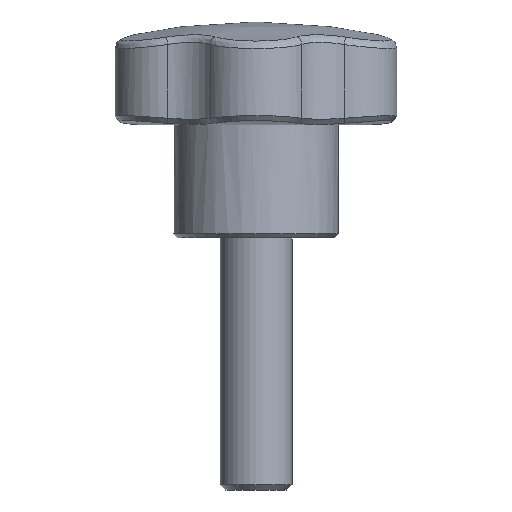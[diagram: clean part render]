
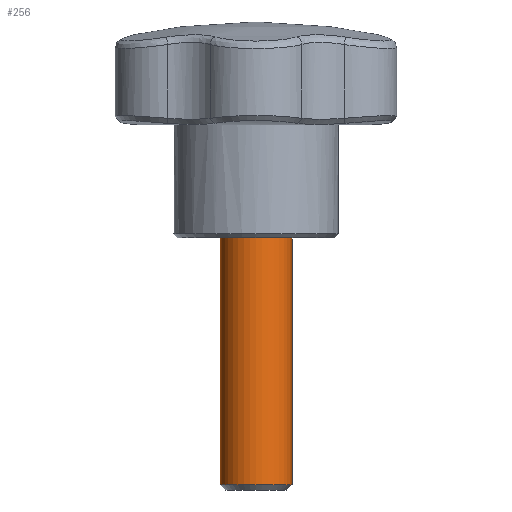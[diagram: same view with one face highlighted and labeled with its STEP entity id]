
A CAD part, front view. The second image highlights one B-rep face of the part: STEP entity #256.
In plain terms, the highlighted cylindrical face has radius 7 mm (diameter 14 mm), a full revolution.
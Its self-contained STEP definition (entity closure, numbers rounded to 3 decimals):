
#256 = ADVANCED_FACE( '', ( #524, #525 ), #526, .T. );
#524 = FACE_OUTER_BOUND( '', #3075, .T. );
#525 = FACE_OUTER_BOUND( '', #3076, .T. );
#526 = CYLINDRICAL_SURFACE( '', #3077, 7. );
#3075 = EDGE_LOOP( '', ( #4154 ) );
#3076 = EDGE_LOOP( '', ( #4155 ) );
#3077 = AXIS2_PLACEMENT_3D( '', #4156, #4157, #4158 );
#4154 = ORIENTED_EDGE( '', *, *, #4436, .T. );
#4155 = ORIENTED_EDGE( '', *, *, #4403, .T. );
#4156 = CARTESIAN_POINT( '', ( 0., 0., -39. ) );
#4157 = DIRECTION( '', ( 0., 0., 1. ) );
#4158 = DIRECTION( '', ( -1., 0., 0. ) );
#4403 = EDGE_CURVE( '', #4821, #4821, #4822, .F. );
#4436 = EDGE_CURVE( '', #4867, #4867, #4868, .T. );
#4821 = VERTEX_POINT( '', #6685 );
#4822 = CIRCLE( '', #6686, 7. );
#4867 = VERTEX_POINT( '', #7116 );
#4868 = CIRCLE( '', #7117, 7. );
#6685 = CARTESIAN_POINT( '', ( 7., 0., 0. ) );
#6686 = AXIS2_PLACEMENT_3D( '', #7816, #7817, #7818 );
#7116 = CARTESIAN_POINT( '', ( 7., 0., -48. ) );
#7117 = AXIS2_PLACEMENT_3D( '', #7828, #7829, #7830 );
#7816 = CARTESIAN_POINT( '', ( 0., 0., 0. ) );
#7817 = DIRECTION( '', ( 0., 0., 1. ) );
#7818 = DIRECTION( '', ( 1., 0., 0. ) );
#7828 = CARTESIAN_POINT( '', ( 0., 0., -48. ) );
#7829 = DIRECTION( '', ( 0., 0., 1. ) );
#7830 = DIRECTION( '', ( 1., 0., 0. ) );
